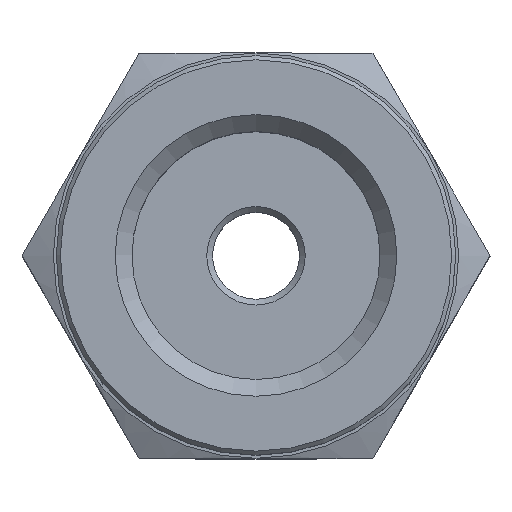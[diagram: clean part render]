
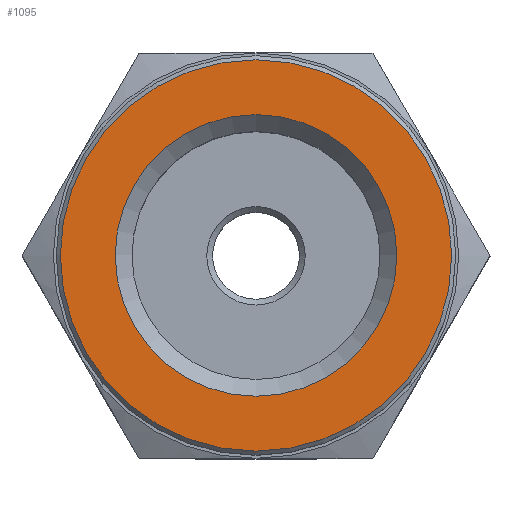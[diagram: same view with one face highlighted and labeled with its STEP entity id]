
A CAD part, top view. The second image highlights one B-rep face of the part: STEP entity #1095.
In plain terms, the highlighted planar face has unit normal (0, 0, 1).
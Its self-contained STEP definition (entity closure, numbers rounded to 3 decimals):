
#129=ORIENTED_EDGE('',*,*,#319,.F.);
#130=ORIENTED_EDGE('',*,*,#320,.T.);
#319=EDGE_CURVE('',#414,#414,#485,.T.);
#320=EDGE_CURVE('',#415,#415,#486,.T.);
#414=VERTEX_POINT('',#1514);
#415=VERTEX_POINT('',#1516);
#485=CIRCLE('',#1168,6.759);
#486=CIRCLE('',#1169,4.864);
#532=EDGE_LOOP('',(#129));
#533=EDGE_LOOP('',(#130));
#630=FACE_BOUND('',#532,.T.);
#631=FACE_BOUND('',#533,.T.);
#728=PLANE('',#1167);
#1095=ADVANCED_FACE('',(#630,#631),#728,.F.);
#1167=AXIS2_PLACEMENT_3D('',#1512,#1279,#1280);
#1168=AXIS2_PLACEMENT_3D('',#1513,#1281,#1282);
#1169=AXIS2_PLACEMENT_3D('',#1515,#1283,#1284);
#1279=DIRECTION('',(0.,0.,-1.));
#1280=DIRECTION('',(-1.,0.,0.));
#1281=DIRECTION('',(0.,0.,-1.));
#1282=DIRECTION('',(-1.,0.,0.));
#1283=DIRECTION('',(0.,0.,-1.));
#1284=DIRECTION('',(-1.,0.,0.));
#1512=CARTESIAN_POINT('',(0.,0.,0.));
#1513=CARTESIAN_POINT('',(0.,0.,0.));
#1514=CARTESIAN_POINT('',(-6.759,0.,0.));
#1515=CARTESIAN_POINT('',(0.,0.,0.));
#1516=CARTESIAN_POINT('',(-4.864,0.,0.));
